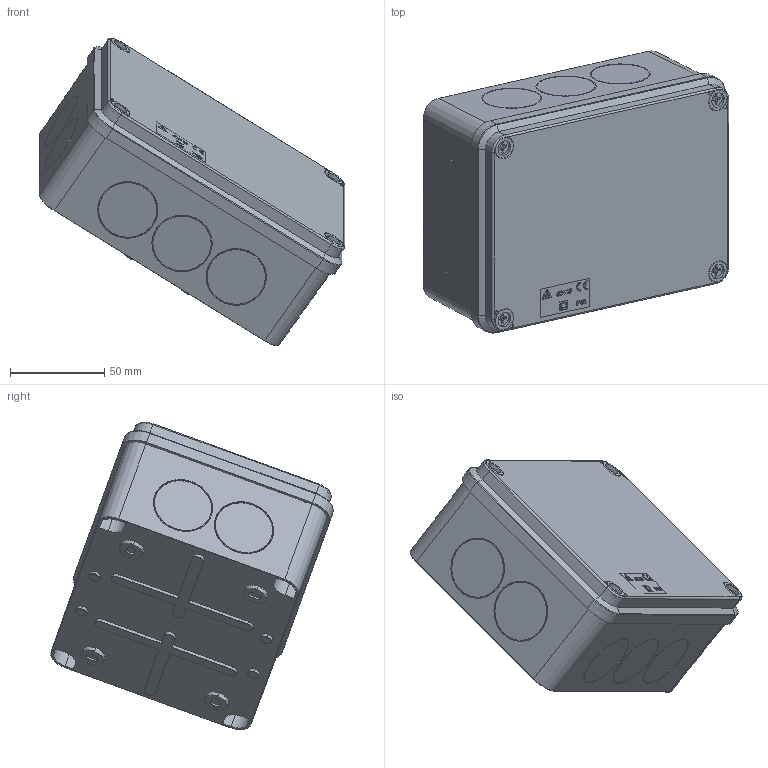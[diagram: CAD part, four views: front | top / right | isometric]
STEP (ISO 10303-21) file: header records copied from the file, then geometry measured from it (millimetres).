
FILE_DESCRIPTION(('CATIA V5 STEP Exchange'),'2;1');
FILE_NAME('SDL1506.stp','2023-09-25T09:24:13+00:00',('none'),('none'),'CATIA Version 5-6 Release 2016 SP6','CATIA V5 STEP AP203','none');
FILE_SCHEMA(('CONFIG_CONTROL_DESIGN'));
Length unit declared in the file: millimetre
Products named in the file (1): Product1
Assembly tree (2 placements, depth 2):
  Product1
    #57
    #101
Bounding box: 162.56 x 150.21 x 163.54 mm (x, y, z)
Volume: 365952.9 mm3; surface area: 142206.3 mm2
Topology: 2 solids, 2 shells, 764 faces, 1953 edges, 1274 vertices
Faces by surface type: plane 453, cylinder 231, torus 44, extrusion 20, cone 16
Entity records: 22162 total; most frequent: CARTESIAN_POINT 4719, ORIENTED_EDGE 3902, DIRECTION 2889, EDGE_CURVE 1951, VECTOR 1367, LINE 1347, VERTEX_POINT 1270, AXIS2_PLACEMENT_3D 1014
